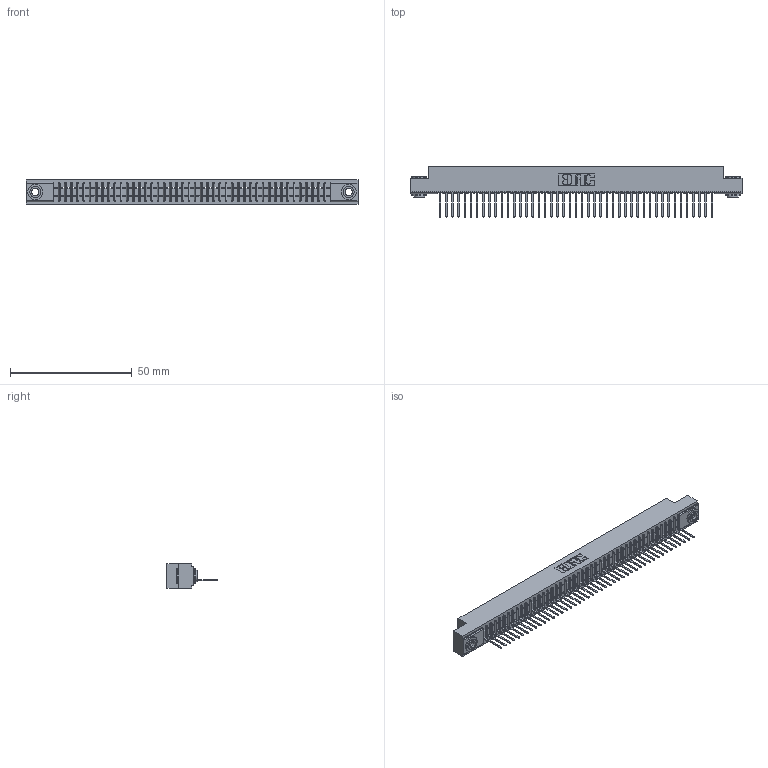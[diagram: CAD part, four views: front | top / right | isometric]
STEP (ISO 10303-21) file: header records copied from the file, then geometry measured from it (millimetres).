
FILE_DESCRIPTION (( 'STEP AP203' ), '1' );
FILE_NAME ('391-045-522-103.STEP', '2018-08-09T02:56:57', ( '' ), ( '' ), 'SwSTEP 2.0', 'SolidWorks 2016', '' );
FILE_SCHEMA (( 'CONFIG_CONTROL_DESIGN' ));
Length unit declared in the file: inch
Products named in the file (4): 341-292-001_341-292-122; 345-250-002_345-250-002-102; 391-045-522-103; 341 Part_.156 (3.96) Dia Mounting Holes
Assembly tree (48 placements, depth 2):
  391-045-522-103
    341 Part_.156 (3.96) Dia Mounting Holes
    341-292-001_341-292-122  x45
    345-250-002_345-250-002-102  x2
Bounding box: 136.53 x 20.62 x 10.16 mm (x, y, z)
Volume: 9825.3 mm3; surface area: 15942.3 mm2
Topology: 48 solids, 48 shells, 3858 faces, 11093 edges, 7118 vertices
Faces by surface type: plane 2387, cylinder 1283, sphere 92, torus 88, cone 8
Entity records: 53685 total; most frequent: CARTESIAN_POINT 9099, ORIENTED_EDGE 9078, DIRECTION 8797, EDGE_CURVE 4539, VECTOR 3661, LINE 3661, VERTEX_POINT 2870, AXIS2_PLACEMENT_3D 2568
